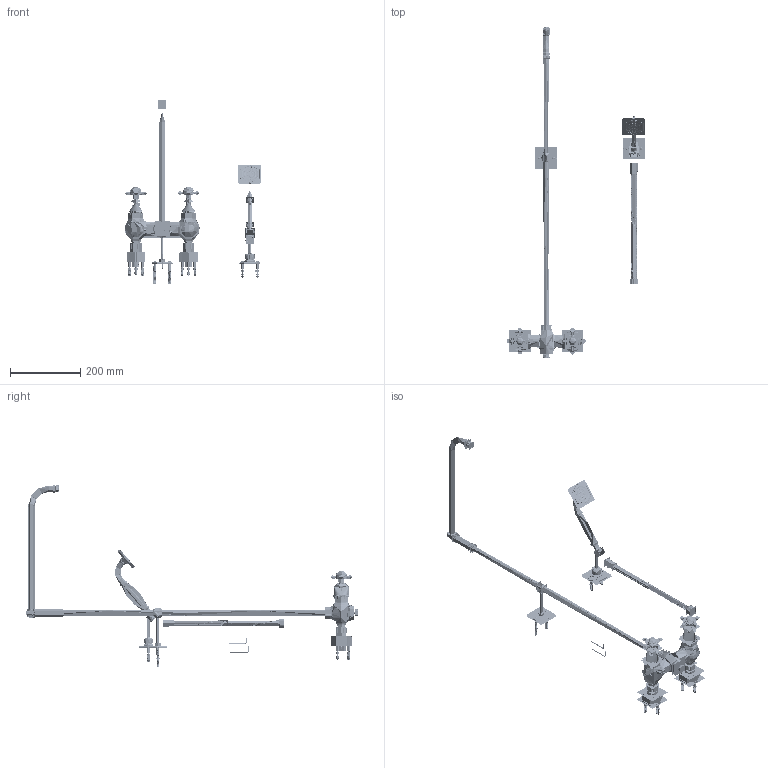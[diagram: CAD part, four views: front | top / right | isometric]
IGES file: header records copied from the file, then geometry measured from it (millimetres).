
Start section:  PTC IGES file: ef2s-sl0007-18.igs
Global section: file name: ef2s-sl0007-18.igs; native system: Creo Elements/Pro by Parametric Technology Corporation; preprocessor: 2011080; author: Administrator; organization: Unknown; date: 20150425.134423; units: millimetre
Bounding box: 395.95 x 946.7 x 522.11 mm (x, y, z)
Volume: 526200.5 mm3; surface area: 3866959.9 mm2
Topology: 145 solids, 236 shells, 13024 faces, 68202 edges, 87179 vertices
Faces by surface type: revolution 7624, bspline 5400
